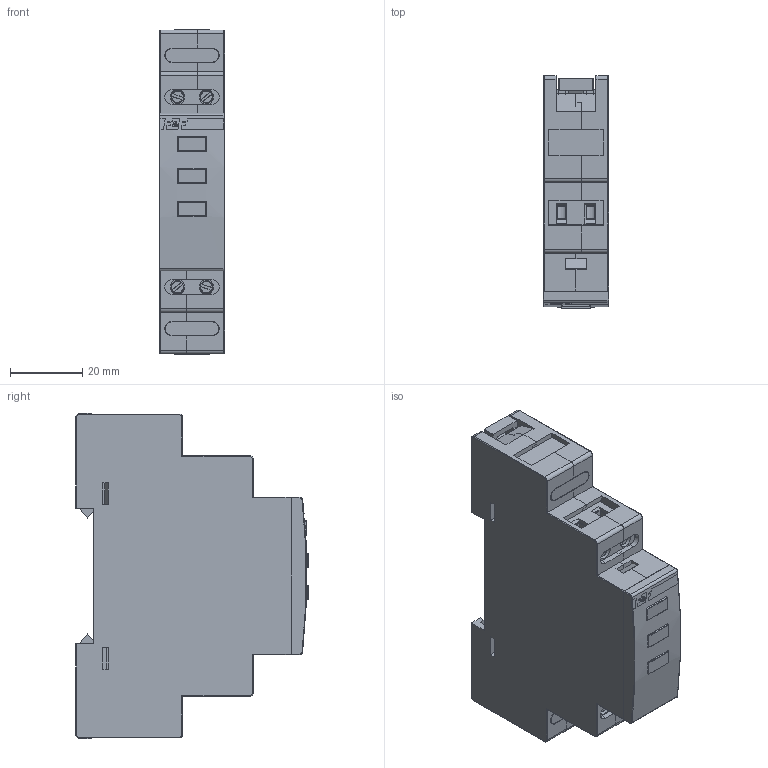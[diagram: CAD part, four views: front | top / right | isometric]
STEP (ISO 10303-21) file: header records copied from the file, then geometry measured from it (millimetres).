
FILE_DESCRIPTION(('STEP AP242'), '1');
FILE_NAME('LK-713 ñáîðêà', '', ('UNSPECIFIED'), ('UNSPECIFIED'), 'C3D Converter', 'C3D Toolkit', '');
FILE_SCHEMA(('AP242_MANAGED_MODEL_BASED_3D_ENGINEERING_MIM_LF { 1 0 10303 442 1 1 4 }'));
Length unit declared in the file: millimetre
Assembly tree (15 placements, depth 3):
  (unnamed)
    (unnamed)  x2
    (unnamed)
      (unnamed)
    (unnamed)  x2
    (unnamed)  x2
      (unnamed)
    (unnamed)  x3
    (unnamed)  x2
Bounding box: 18.02 x 64.25 x 90 mm (x, y, z)
Volume: 25948.6 mm3; surface area: 35867.8 mm2
Topology: 27 solids, 27 shells, 948 faces, 2498 edges, 1598 vertices
Faces by surface type: plane 726, cylinder 116, extrusion 56, torus 22, cone 16, sphere 12
Full cylindrical faces by diameter (mm): 2 x4, 4 x4
Entity records: 18224 total; most frequent: CARTESIAN_POINT 3345, ORIENTED_EDGE 2868, DIRECTION 2531, EDGE_CURVE 1434, VECTOR 1195, LINE 1139, VERTEX_POINT 936, AXIS2_PLACEMENT_3D 668
